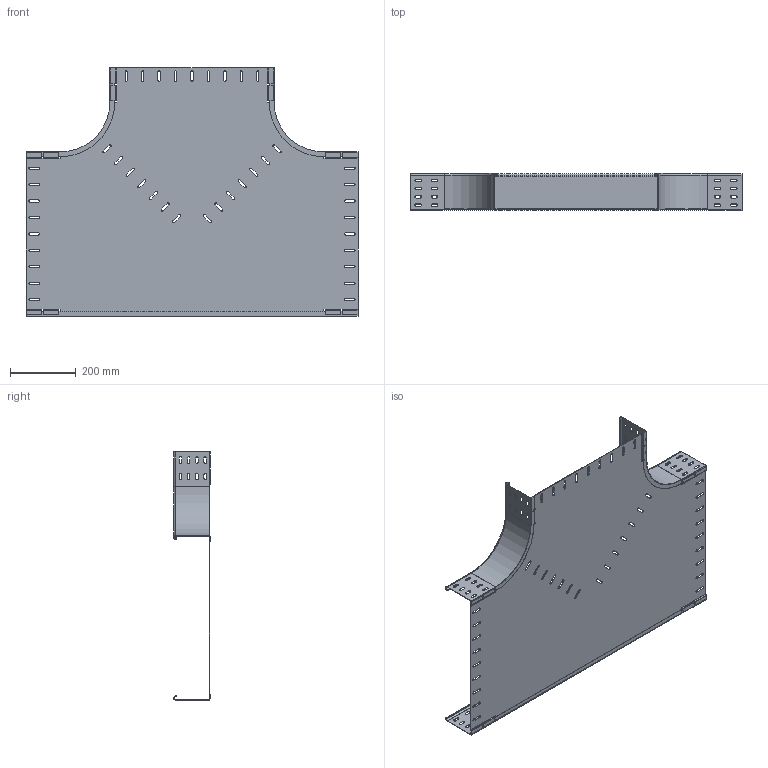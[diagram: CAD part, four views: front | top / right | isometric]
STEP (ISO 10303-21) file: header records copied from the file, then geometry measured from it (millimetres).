
FILE_DESCRIPTION (( 'STEP AP214' ), '1' );
FILE_NAME ('7003714.STEP', '2022-08-18T06:38:12', ( '' ), ( '' ), 'SwSTEP 2.0', 'SolidWorks 2020', '' );
FILE_SCHEMA (( 'AUTOMOTIVE_DESIGN' ));
Length unit declared in the file: millimetre
Products named in the file (4): 7003714; KTS 06.157-024_L=1010; KTS 06.153-019_R=0150; KTS 06.128-024_Standard
Assembly tree (4 placements, depth 2):
  7003714
    KTS 06.128-024_Standard
    KTS 06.153-019_R=0150  x2
    KTS 06.157-024_L=1010
Bounding box: 1010 x 112 x 755 mm (x, y, z)
Volume: 1263960.3 mm3; surface area: 1790215.2 mm2
Topology: 4 solids, 4 shells, 610 faces, 1782 edges, 1180 vertices
Faces by surface type: plane 406, cylinder 200, torus 4
Entity records: 17654 total; most frequent: CARTESIAN_POINT 3065, ORIENTED_EDGE 3052, DIRECTION 2898, EDGE_CURVE 1526, LINE 1208, VECTOR 1208, VERTEX_POINT 1012, AXIS2_PLACEMENT_3D 845
